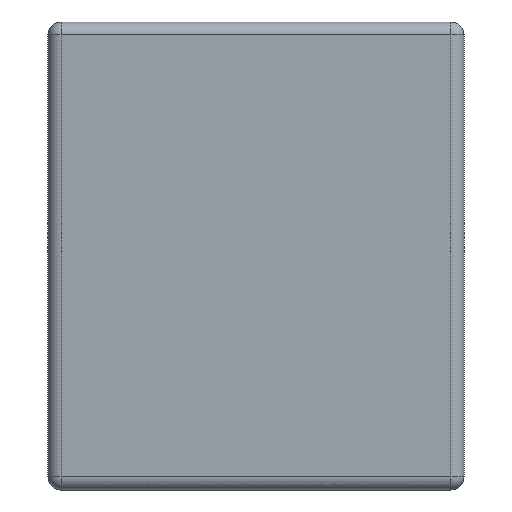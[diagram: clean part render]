
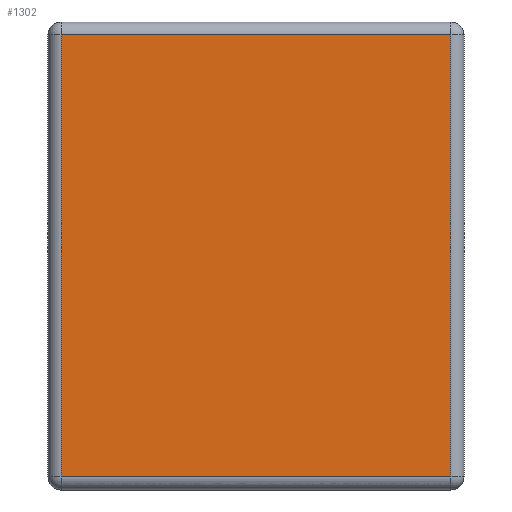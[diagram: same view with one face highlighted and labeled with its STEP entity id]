
A CAD part, left-side view. The second image highlights one B-rep face of the part: STEP entity #1302.
In plain terms, the highlighted planar face has unit normal (-1, 0, 0).
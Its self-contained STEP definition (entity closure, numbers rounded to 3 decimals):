
#36 = LINE ( 'NONE', #3003, #2428 ) ;
#262 = VERTEX_POINT ( 'NONE', #925 ) ;
#469 = VECTOR ( 'NONE', #828, 1000. ) ;
#541 = CARTESIAN_POINT ( 'NONE',  ( -1.6, -0.8, 0.05 ) ) ;
#813 = LINE ( 'NONE', #541, #469 ) ;
#828 = DIRECTION ( 'NONE',  ( 0., -1., 0. ) ) ;
#894 = EDGE_CURVE ( 'NONE', #3131, #3172, #813, .T. ) ;
#923 = EDGE_CURVE ( 'NONE', #262, #3131, #36, .T. ) ;
#925 = CARTESIAN_POINT ( 'NONE',  ( -1.6, 0.75, 1.75 ) ) ;
#1187 = FACE_OUTER_BOUND ( 'NONE', #3137, .T. ) ;
#1302 = ADVANCED_FACE ( 'NONE', ( #1187 ), #1975, .T. ) ;
#1427 = VECTOR ( 'NONE', #2712, 1000. ) ;
#1604 = EDGE_CURVE ( 'NONE', #2875, #262, #2382, .T. ) ;
#1633 = CARTESIAN_POINT ( 'NONE',  ( -1.6, 0., 1.75 ) ) ;
#1771 = DIRECTION ( 'NONE',  ( 0., 0., 1. ) ) ;
#1847 = EDGE_CURVE ( 'NONE', #3172, #2875, #3386, .T. ) ;
#1975 = PLANE ( 'NONE',  #2408 ) ;
#2034 = CARTESIAN_POINT ( 'NONE',  ( -1.6, 0.75, 0.05 ) ) ;
#2041 = CARTESIAN_POINT ( 'NONE',  ( -1.6, -0.75, 1.8 ) ) ;
#2149 = ORIENTED_EDGE ( 'NONE', *, *, #923, .T. ) ;
#2256 = DIRECTION ( 'NONE',  ( 0., 0., 1. ) ) ;
#2382 = LINE ( 'NONE', #1633, #1427 ) ;
#2408 = AXIS2_PLACEMENT_3D ( 'NONE', #3057, #3281, #2256 ) ;
#2428 = VECTOR ( 'NONE', #2670, 1000. ) ;
#2670 = DIRECTION ( 'NONE',  ( 0., 0., -1. ) ) ;
#2712 = DIRECTION ( 'NONE',  ( 0., 1., 0. ) ) ;
#2773 = CARTESIAN_POINT ( 'NONE',  ( -1.6, -0.75, 0.05 ) ) ;
#2875 = VERTEX_POINT ( 'NONE', #3446 ) ;
#2880 = VECTOR ( 'NONE', #1771, 1000. ) ;
#2908 = ORIENTED_EDGE ( 'NONE', *, *, #894, .T. ) ;
#3003 = CARTESIAN_POINT ( 'NONE',  ( -1.6, 0.75, 0. ) ) ;
#3016 = ORIENTED_EDGE ( 'NONE', *, *, #1847, .T. ) ;
#3057 = CARTESIAN_POINT ( 'NONE',  ( -1.6, 0., 1.8 ) ) ;
#3131 = VERTEX_POINT ( 'NONE', #2034 ) ;
#3137 = EDGE_LOOP ( 'NONE', ( #3205, #2149, #2908, #3016 ) ) ;
#3172 = VERTEX_POINT ( 'NONE', #2773 ) ;
#3205 = ORIENTED_EDGE ( 'NONE', *, *, #1604, .T. ) ;
#3281 = DIRECTION ( 'NONE',  ( -1., 0., 0. ) ) ;
#3386 = LINE ( 'NONE', #2041, #2880 ) ;
#3446 = CARTESIAN_POINT ( 'NONE',  ( -1.6, -0.75, 1.75 ) ) ;
